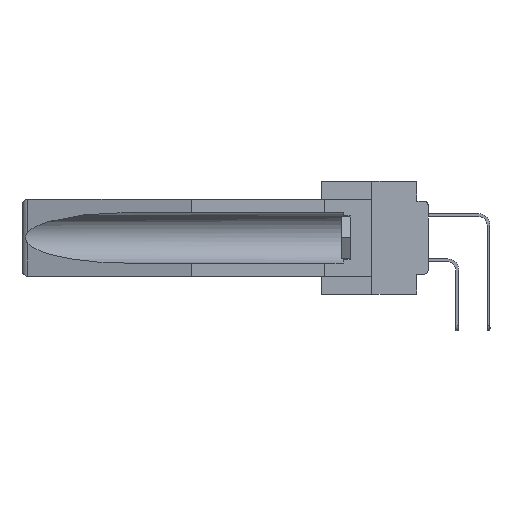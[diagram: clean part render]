
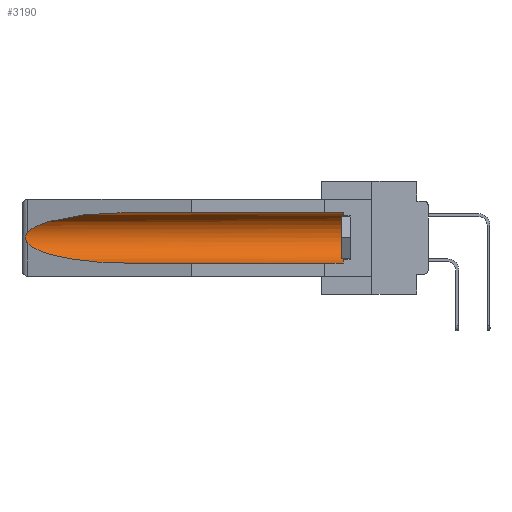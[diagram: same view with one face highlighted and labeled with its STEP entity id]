
A CAD part, left-side view. The second image highlights one B-rep face of the part: STEP entity #3190.
In plain terms, the highlighted cylindrical face has radius 2.857 mm (diameter 5.715 mm), a partial arc.
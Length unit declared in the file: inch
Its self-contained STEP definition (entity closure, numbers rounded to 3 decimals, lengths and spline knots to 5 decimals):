
#241 = EDGE_CURVE ( 'NONE', #28637, #26842, #17992, .T. ) ;
#1324 = EDGE_CURVE ( 'NONE', #25877, #13022, #14036, .T. ) ;
#1476 = B_SPLINE_CURVE_WITH_KNOTS ( 'NONE', 3,
 ( #29100, #28939, #16714, #14274, #11845, #21739, #6952, #26794, #12159, #19621 ),
 .UNSPECIFIED., .F., .F.,
 ( 4, 2, 2, 2, 4 ),
 ( 0., 0.00029, 0.00058, 0.00087, 0.00117 ),
 .UNSPECIFIED. ) ;
#3190 = ADVANCED_FACE ( 'NONE', ( #22282 ), #27509, .F. ) ;
#3346 = DIRECTION ( 'NONE',  ( 0., 1., 0. ) ) ;
#3657 = CARTESIAN_POINT ( 'NONE',  ( 0.155, 0.126, -0.059 ) ) ;
#3877 = CARTESIAN_POINT ( 'NONE',  ( 0.21114, 1.30732, -0.059 ) ) ;
#4453 = EDGE_CURVE ( 'NONE', #30287, #25877, #1476, .T. ) ;
#4653 = CARTESIAN_POINT ( 'NONE',  ( 0.155, 1.07973, -0.059 ) ) ;
#6831 = EDGE_CURVE ( 'NONE', #23576, #30287, #8379, .T. ) ;
#6945 = AXIS2_PLACEMENT_3D ( 'NONE', #22116, #29778, #10284 ) ;
#6952 = CARTESIAN_POINT ( 'NONE',  ( 0.2673, 1.53269, -0.17917 ) ) ;
#7145 = CARTESIAN_POINT ( 'NONE',  ( 0.155, 0.126, -0.284 ) ) ;
#8379 =( BOUNDED_CURVE ( )  B_SPLINE_CURVE ( 3, ( #14082, #3877, #11630, #18310 ),
 .UNSPECIFIED., .F., .T. ) 
 B_SPLINE_CURVE_WITH_KNOTS ( ( 4, 4 ),
 ( 4.71239, 6.08839 ),
 .UNSPECIFIED. ) 
 CURVE ( )  GEOMETRIC_REPRESENTATION_ITEM ( )  RATIONAL_B_SPLINE_CURVE ( ( 1., 0.848, 0.848, 1. ) ) 
 REPRESENTATION_ITEM ( '' )  );
#8831 = ORIENTED_EDGE ( 'NONE', *, *, #26185, .F. ) ;
#10284 = DIRECTION ( 'NONE',  ( 0., 0., 1. ) ) ;
#10649 = LINE ( 'NONE', #11314, #28339 ) ;
#10996 = EDGE_LOOP ( 'NONE', ( #19864, #26233, #24124, #8831, #22910, #29432 ) ) ;
#11031 = CARTESIAN_POINT ( 'NONE',  ( 0.26537, 1.52718, -0.14972 ) ) ;
#11314 = CARTESIAN_POINT ( 'NONE',  ( 0.155, -0.30754, -0.059 ) ) ;
#11630 = CARTESIAN_POINT ( 'NONE',  ( 0.25451, 1.48313, -0.09465 ) ) ;
#11845 = CARTESIAN_POINT ( 'NONE',  ( 0.2675, 1.53308, -0.16763 ) ) ;
#12030 = CARTESIAN_POINT ( 'NONE',  ( 0.155, 0.126, -0.1715 ) ) ;
#12159 = CARTESIAN_POINT ( 'NONE',  ( 0.26597, 1.5296, -0.19026 ) ) ;
#13022 = VERTEX_POINT ( 'NONE', #25699 ) ;
#14036 =( BOUNDED_CURVE ( )  B_SPLINE_CURVE ( 3, ( #17125, #31612, #15504, #15811 ),
 .UNSPECIFIED., .F., .T. ) 
 B_SPLINE_CURVE_WITH_KNOTS ( ( 4, 4 ),
 ( 0.1948, 1.5708 ),
 .UNSPECIFIED. ) 
 CURVE ( )  GEOMETRIC_REPRESENTATION_ITEM ( )  RATIONAL_B_SPLINE_CURVE ( ( 1., 0.848, 0.848, 1. ) ) 
 REPRESENTATION_ITEM ( '' )  );
#14082 = CARTESIAN_POINT ( 'NONE',  ( 0.155, 1.07973, -0.059 ) ) ;
#14151 = DIRECTION ( 'NONE',  ( 0., -1., 0. ) ) ;
#14274 = CARTESIAN_POINT ( 'NONE',  ( 0.2673, 1.5327, -0.16383 ) ) ;
#15504 = CARTESIAN_POINT ( 'NONE',  ( 0.21114, 1.30732, -0.284 ) ) ;
#15811 = CARTESIAN_POINT ( 'NONE',  ( 0.155, 1.07973, -0.284 ) ) ;
#16714 = CARTESIAN_POINT ( 'NONE',  ( 0.26654, 1.53092, -0.15636 ) ) ;
#17125 = CARTESIAN_POINT ( 'NONE',  ( 0.26537, 1.52718, -0.19328 ) ) ;
#17974 = AXIS2_PLACEMENT_3D ( 'NONE', #12030, #14151, #26178 ) ;
#17992 = CIRCLE ( 'NONE', #17974, 0.1125 ) ;
#18310 = CARTESIAN_POINT ( 'NONE',  ( 0.26537, 1.52718, -0.14972 ) ) ;
#19621 = CARTESIAN_POINT ( 'NONE',  ( 0.26537, 1.52718, -0.19328 ) ) ;
#19864 = ORIENTED_EDGE ( 'NONE', *, *, #6831, .T. ) ;
#21409 = CARTESIAN_POINT ( 'NONE',  ( 0.155, -0.30754, -0.284 ) ) ;
#21739 = CARTESIAN_POINT ( 'NONE',  ( 0.2675, 1.53308, -0.17534 ) ) ;
#21743 = DIRECTION ( 'NONE',  ( 0., 1., 0. ) ) ;
#22116 = CARTESIAN_POINT ( 'NONE',  ( 0.155, -0.30754, -0.1715 ) ) ;
#22282 = FACE_OUTER_BOUND ( 'NONE', #10996, .T. ) ;
#22910 = ORIENTED_EDGE ( 'NONE', *, *, #241, .T. ) ;
#23576 = VERTEX_POINT ( 'NONE', #4653 ) ;
#24124 = ORIENTED_EDGE ( 'NONE', *, *, #1324, .T. ) ;
#25699 = CARTESIAN_POINT ( 'NONE',  ( 0.155, 1.07973, -0.284 ) ) ;
#25877 = VERTEX_POINT ( 'NONE', #29917 ) ;
#26178 = DIRECTION ( 'NONE',  ( 0., 0., 1. ) ) ;
#26185 = EDGE_CURVE ( 'NONE', #28637, #13022, #31994, .T. ) ;
#26233 = ORIENTED_EDGE ( 'NONE', *, *, #4453, .T. ) ;
#26794 = CARTESIAN_POINT ( 'NONE',  ( 0.26655, 1.53094, -0.18657 ) ) ;
#26842 = VERTEX_POINT ( 'NONE', #3657 ) ;
#27215 = VECTOR ( 'NONE', #21743, 39.37008 ) ;
#27509 = CYLINDRICAL_SURFACE ( 'NONE', #6945, 0.1125 ) ;
#28101 = EDGE_CURVE ( 'NONE', #26842, #23576, #10649, .T. ) ;
#28339 = VECTOR ( 'NONE', #3346, 39.37008 ) ;
#28637 = VERTEX_POINT ( 'NONE', #7145 ) ;
#28939 = CARTESIAN_POINT ( 'NONE',  ( 0.26597, 1.52961, -0.15275 ) ) ;
#29100 = CARTESIAN_POINT ( 'NONE',  ( 0.26537, 1.52718, -0.14972 ) ) ;
#29432 = ORIENTED_EDGE ( 'NONE', *, *, #28101, .T. ) ;
#29778 = DIRECTION ( 'NONE',  ( 0., 1., 0. ) ) ;
#29917 = CARTESIAN_POINT ( 'NONE',  ( 0.26537, 1.52718, -0.19328 ) ) ;
#30287 = VERTEX_POINT ( 'NONE', #11031 ) ;
#31612 = CARTESIAN_POINT ( 'NONE',  ( 0.25451, 1.48313, -0.24835 ) ) ;
#31994 = LINE ( 'NONE', #21409, #27215 ) ;
